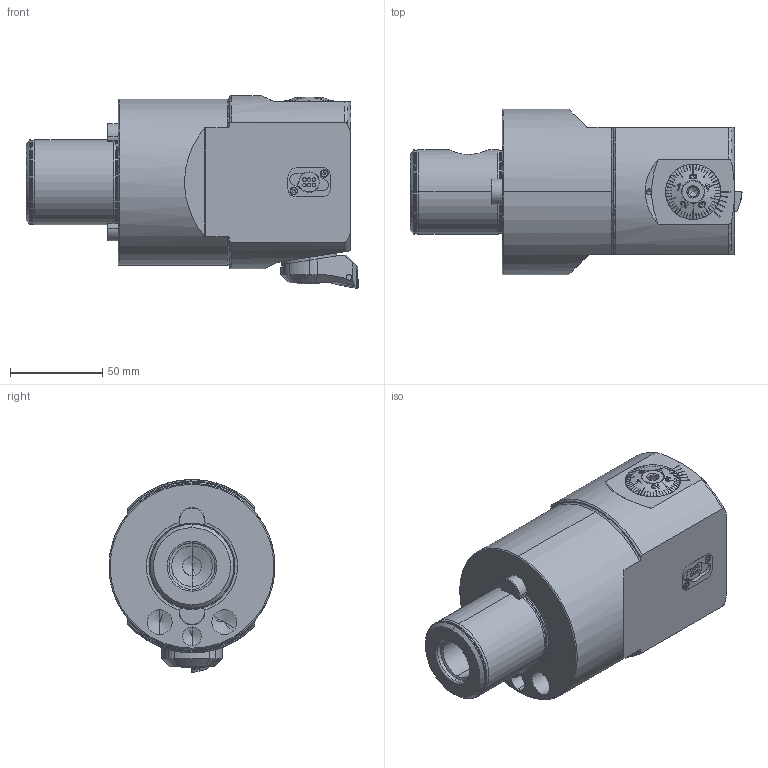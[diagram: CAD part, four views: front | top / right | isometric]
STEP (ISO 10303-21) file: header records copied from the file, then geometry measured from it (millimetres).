
FILE_DESCRIPTION (( 'STEP AP203' ), '1' );
FILE_NAME ('ST7-F94.DA2.130.STEP', '2017-11-14T08:45:06', ( 'SWIAdmin' ), ( 'Hewlett-Packard Company' ), 'SwSTEP 2.0', 'SolidWorks 2017', '' );
FILE_SCHEMA (( 'CONFIG_CONTROL_DESIGN' ));
Length unit declared in the file: millimetre
Products named in the file (28): PEF-DA1.011.017_A; F55-WCB.001.013_D_fertigbearbeitet; ST7-ER2.001.014_A; A55-BG2.012.006_B; PEF-DA1.010.032_A; CCMT09T304; ST7-F94.DA2.130; A55-BG2.011.016_D; ISO 4762 - M2 x 6; WCB-ER2.001.009_A; F94-BG2.014.024_B; DIN 3771 - 13x1; F55-WCB.001.013; F94-BG2.015.024_B; Fxx-BG7.DA2.0xx_F72; F55-ER1.101.016_A; DIN 3771 - 25x1.5; F94-BG1.DA1.030_B; A55-BG3.011.033_A_gek〉zt; Fxx-MAB.xxx.xxx_A_F94; F55-BG1.012.012_A; Klebstoff D10; F94-BG1.DA2.030; F94-BG1.DA3.030; Fxx-BG7.DA1.0xx_A_F72; ST7-F94.DA1.130_A; ISO 4026 - M10 x 16; A55-BG2.013.005_C
Assembly tree (33 placements, depth 4):
  ST7-F94.DA2.130
    ST7-F94.DA1.130_A
    F55-WCB.001.013
      F55-WCB.001.013_D_fertigbearbeitet
      CCMT09T304
      WCB-ER2.001.009_A
    F55-ER1.101.016_A
    A55-BG3.011.033_A_gek〉zt
    WCB-ER2.001.009_A
    Klebstoff D10
    Fxx-BG7.DA2.0xx_F72
      Fxx-BG7.DA1.0xx_A_F72
      PEF-DA1.011.017_A
      PEF-DA1.010.032_A
      ISO 4762 - M2 x 6  x2
      DIN 3771 - 13x1
    DIN 3771 - 13x1
    F94-BG1.DA2.030
      F94-BG1.DA3.030
        F94-BG1.DA1.030_B
        F55-BG1.012.012_A
      A55-BG2.013.005_C
      A55-BG2.012.006_B
      F94-BG2.015.024_B
        A55-BG2.011.016_D
        F94-BG2.014.024_B
      DIN 3771 - 25x1.5
      Fxx-MAB.xxx.xxx_A_F94
    ISO 4762 - M2 x 6  x2
    ISO 4026 - M10 x 16
    ST7-ER2.001.014_A  x2
Bounding box: 180 x 90 x 104.59 mm (x, y, z)
Volume: 769126.5 mm3; surface area: 110877.6 mm2
Topology: 30 solids, 30 shells, 1235 faces, 3093 edges, 1917 vertices
Faces by surface type: plane 486, cylinder 303, cone 273, torus 120, bspline 49, sphere 4
Entity records: 39714 total; most frequent: CARTESIAN_POINT 11169, ORIENTED_EDGE 5466, DIRECTION 5139, EDGE_CURVE 2733, AXIS2_PLACEMENT_3D 2009, VERTEX_POINT 1728, EDGE_LOOP 1167, LINE 1121
